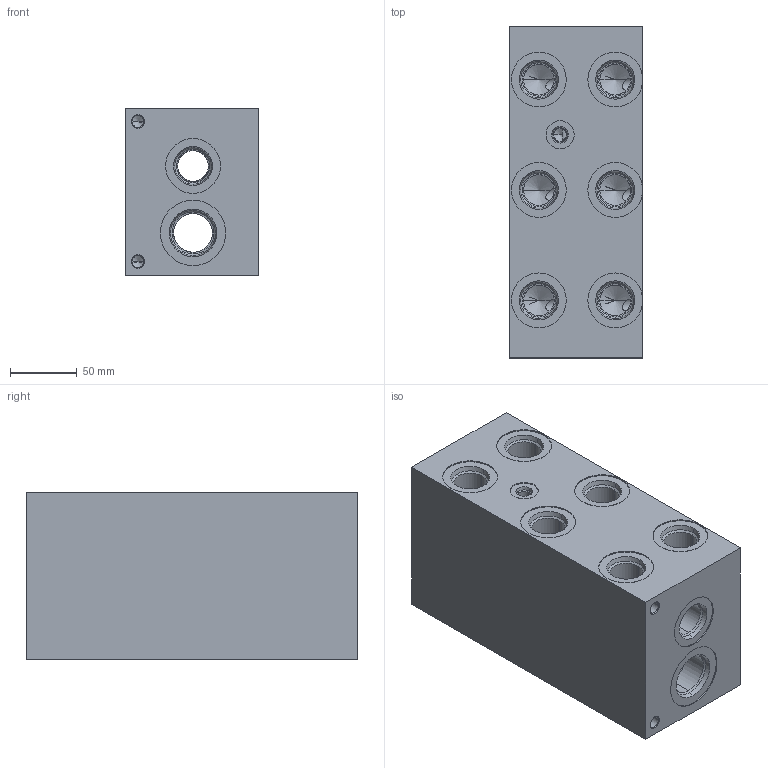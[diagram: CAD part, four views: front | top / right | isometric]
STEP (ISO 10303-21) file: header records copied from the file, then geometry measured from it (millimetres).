
FILE_DESCRIPTION((''),'2;1');
FILE_NAME('VML_ASM','2024-08-05T',('ProEService'),(''),'PRO/ENGINEER BY PARAMETRIC TECHNOLOGY CORPORATION, 2014200','PRO/ENGINEER BY PARAMETRIC TECHNOLOGY CORPORATION, 2014200','');
FILE_SCHEMA(('CONFIG_CONTROL_DESIGN'));
Length unit declared in the file: inch
Products named in the file (3): 153-224-002; A330-006-004; VML_ASM
Assembly tree (2 placements, depth 2):
  VML_ASM
    153-224-002
    A330-006-004
Bounding box: 100.03 x 248.18 x 125.43 mm (x, y, z)
Volume: 2538961.8 mm3; surface area: 238893 mm2
Topology: 2 solids, 2 shells, 415 faces, 1426 edges, 1193 vertices
Faces by surface type: cone 206, cylinder 169, plane 36, torus 4
Entity records: 16585 total; most frequent: CARTESIAN_POINT 4716, DIRECTION 2576, ORIENTED_EDGE 2106, EDGE_CURVE 1053, AXIS2_PLACEMENT_3D 919, VECTOR 738, LINE 738, VERTEX_POINT 669
